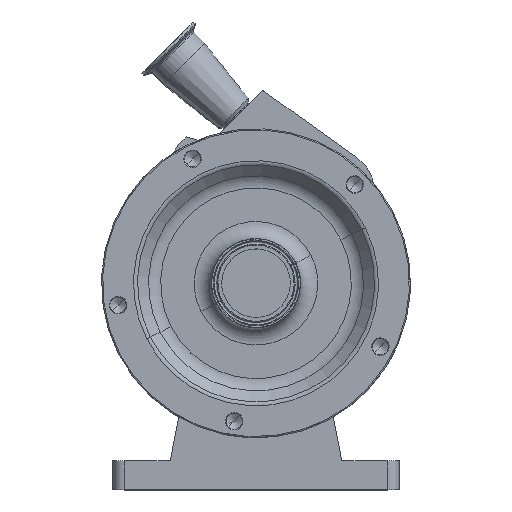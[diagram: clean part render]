
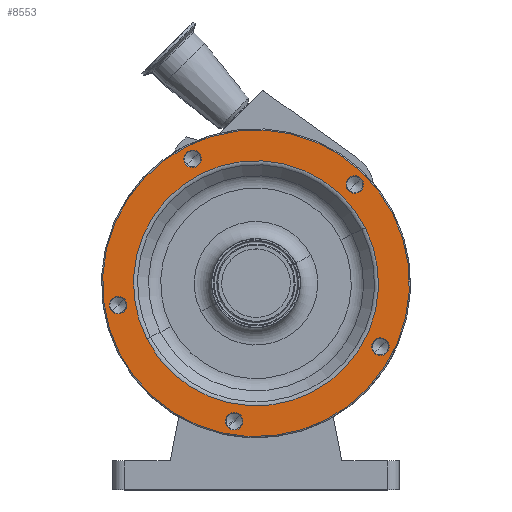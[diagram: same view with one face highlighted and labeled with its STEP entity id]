
A CAD part, top view. The second image highlights one B-rep face of the part: STEP entity #8553.
In plain terms, the highlighted planar face has unit normal (0, 0, 1).
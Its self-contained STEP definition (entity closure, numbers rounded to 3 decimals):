
#64 = CIRCLE ( 'NONE', #9400, 134. ) ;
#226 = DIRECTION ( 'NONE',  ( 0., 0., -1. ) ) ;
#228 = DIRECTION ( 'NONE',  ( 0., 0., -1. ) ) ;
#277 = VERTEX_POINT ( 'NONE', #8941 ) ;
#403 = EDGE_CURVE ( 'NONE', #6554, #6881, #3416, .T. ) ;
#493 = DIRECTION ( 'NONE',  ( 0., 0., -1. ) ) ;
#496 = AXIS2_PLACEMENT_3D ( 'NONE', #2498, #228, #3214 ) ;
#562 = ORIENTED_EDGE ( 'NONE', *, *, #9029, .T. ) ;
#622 = CARTESIAN_POINT ( 'NONE',  ( -48.576, 112.173, 209.5 ) ) ;
#743 = FACE_BOUND ( 'NONE', #2911, .T. ) ;
#829 = DIRECTION ( 'NONE',  ( 0., 0., -1. ) ) ;
#865 = DIRECTION ( 'NONE',  ( 0., 0., -1. ) ) ;
#895 = VERTEX_POINT ( 'NONE', #7597 ) ;
#951 = CARTESIAN_POINT ( 'NONE',  ( 79.456, 82.797, 209.5 ) ) ;
#1056 = EDGE_LOOP ( 'NONE', ( #2513, #3781 ) ) ;
#1177 = EDGE_LOOP ( 'NONE', ( #3685, #8475 ) ) ;
#1188 = CARTESIAN_POINT ( 'NONE',  ( 115.513, -51.917, 209.5 ) ) ;
#1200 = CIRCLE ( 'NONE', #7988, 134. ) ;
#1425 = ORIENTED_EDGE ( 'NONE', *, *, #8722, .T. ) ;
#1484 = CARTESIAN_POINT ( 'NONE',  ( -119.395, -60.835, 209.5 ) ) ;
#1515 = AXIS2_PLACEMENT_3D ( 'NONE', #4228, #2004, #7317 ) ;
#1597 = EDGE_LOOP ( 'NONE', ( #4187, #9170 ) ) ;
#1607 = CARTESIAN_POINT ( 'NONE',  ( 101.892, -58.857, 209.5 ) ) ;
#1616 = DIRECTION ( 'NONE',  ( -0.891, -0.454, 0. ) ) ;
#1634 = CARTESIAN_POINT ( 'NONE',  ( 0., 0., 209.5 ) ) ;
#1646 = AXIS2_PLACEMENT_3D ( 'NONE', #8753, #8904, #9612 ) ;
#2004 = DIRECTION ( 'NONE',  ( 0., 0., -1. ) ) ;
#2005 = DIRECTION ( 'NONE',  ( -0.891, -0.454, 0. ) ) ;
#2103 = FACE_BOUND ( 'NONE', #1177, .T. ) ;
#2136 = CIRCLE ( 'NONE', #3131, 7.644 ) ;
#2162 = DIRECTION ( 'NONE',  ( 0., 0., -1. ) ) ;
#2246 = ORIENTED_EDGE ( 'NONE', *, *, #9618, .F. ) ;
#2309 = PLANE ( 'NONE',  #4589 ) ;
#2393 = DIRECTION ( 'NONE',  ( 0., 0., -1. ) ) ;
#2395 = CARTESIAN_POINT ( 'NONE',  ( 0., 0., 209.5 ) ) ;
#2498 = CARTESIAN_POINT ( 'NONE',  ( -19.085, -120.498, 209.5 ) ) ;
#2513 = ORIENTED_EDGE ( 'NONE', *, *, #3646, .T. ) ;
#2550 = CARTESIAN_POINT ( 'NONE',  ( -113.687, -15.615, 209.5 ) ) ;
#2703 = VERTEX_POINT ( 'NONE', #5131 ) ;
#2856 = EDGE_LOOP ( 'NONE', ( #2246, #5903 ) ) ;
#2878 = FACE_BOUND ( 'NONE', #1597, .T. ) ;
#2911 = EDGE_LOOP ( 'NONE', ( #5435, #1425 ) ) ;
#2982 = CIRCLE ( 'NONE', #3787, 7.644 ) ;
#3131 = AXIS2_PLACEMENT_3D ( 'NONE', #7892, #226, #4949 ) ;
#3201 = CARTESIAN_POINT ( 'NONE',  ( 108.703, -55.387, 209.5 ) ) ;
#3214 = DIRECTION ( 'NONE',  ( -0.891, -0.454, 0. ) ) ;
#3317 = AXIS2_PLACEMENT_3D ( 'NONE', #5724, #493, #2005 ) ;
#3324 = VERTEX_POINT ( 'NONE', #5476 ) ;
#3369 = DIRECTION ( 'NONE',  ( 0., 0., -1. ) ) ;
#3416 = CIRCLE ( 'NONE', #5502, 7.644 ) ;
#3590 = CIRCLE ( 'NONE', #1646, 7.644 ) ;
#3646 = EDGE_CURVE ( 'NONE', #277, #2703, #6946, .T. ) ;
#3685 = ORIENTED_EDGE ( 'NONE', *, *, #9164, .T. ) ;
#3781 = ORIENTED_EDGE ( 'NONE', *, *, #3821, .T. ) ;
#3787 = AXIS2_PLACEMENT_3D ( 'NONE', #3201, #3958, #1616 ) ;
#3793 = VERTEX_POINT ( 'NONE', #5654 ) ;
#3821 = EDGE_CURVE ( 'NONE', #2703, #277, #9683, .T. ) ;
#3958 = DIRECTION ( 'NONE',  ( 0., 0., -1. ) ) ;
#4158 = DIRECTION ( 'NONE',  ( 0., 0., -1. ) ) ;
#4187 = ORIENTED_EDGE ( 'NONE', *, *, #403, .T. ) ;
#4228 = CARTESIAN_POINT ( 'NONE',  ( 86.267, 86.267, 209.5 ) ) ;
#4253 = CIRCLE ( 'NONE', #7806, 7.644 ) ;
#4437 = CIRCLE ( 'NONE', #3317, 7.644 ) ;
#4440 = FACE_BOUND ( 'NONE', #1056, .T. ) ;
#4473 = CARTESIAN_POINT ( 'NONE',  ( -120.498, -19.085, 209.5 ) ) ;
#4527 = ORIENTED_EDGE ( 'NONE', *, *, #7573, .T. ) ;
#4589 = AXIS2_PLACEMENT_3D ( 'NONE', #9939, #2162, #6800 ) ;
#4610 = ORIENTED_EDGE ( 'NONE', *, *, #4952, .T. ) ;
#4670 = DIRECTION ( 'NONE',  ( -0.891, -0.454, 0. ) ) ;
#4736 = AXIS2_PLACEMENT_3D ( 'NONE', #5429, #4158, #9333 ) ;
#4772 = DIRECTION ( 'NONE',  ( -0.891, -0.454, 0. ) ) ;
#4819 = VERTEX_POINT ( 'NONE', #9275 ) ;
#4917 = CIRCLE ( 'NONE', #6050, 7.644 ) ;
#4949 = DIRECTION ( 'NONE',  ( -0.891, -0.454, 0. ) ) ;
#4952 = EDGE_CURVE ( 'NONE', #9759, #6862, #3590, .T. ) ;
#5131 = CARTESIAN_POINT ( 'NONE',  ( -25.896, -123.968, 209.5 ) ) ;
#5429 = CARTESIAN_POINT ( 'NONE',  ( 0., 0., 209.5 ) ) ;
#5435 = ORIENTED_EDGE ( 'NONE', *, *, #8016, .T. ) ;
#5476 = CARTESIAN_POINT ( 'NONE',  ( -95.401, -48.609, 209.5 ) ) ;
#5502 = AXIS2_PLACEMENT_3D ( 'NONE', #5942, #829, #4772 ) ;
#5550 = CARTESIAN_POINT ( 'NONE',  ( 0., 0., 209.5 ) ) ;
#5654 = CARTESIAN_POINT ( 'NONE',  ( 93.078, 89.737, 209.5 ) ) ;
#5724 = CARTESIAN_POINT ( 'NONE',  ( -55.387, 108.703, 209.5 ) ) ;
#5892 = EDGE_LOOP ( 'NONE', ( #562, #4610 ) ) ;
#5903 = ORIENTED_EDGE ( 'NONE', *, *, #6565, .F. ) ;
#5942 = CARTESIAN_POINT ( 'NONE',  ( -120.498, -19.085, 209.5 ) ) ;
#5996 = CARTESIAN_POINT ( 'NONE',  ( 86.267, 86.267, 209.5 ) ) ;
#6013 = CIRCLE ( 'NONE', #9582, 107.071 ) ;
#6050 = AXIS2_PLACEMENT_3D ( 'NONE', #5996, #7621, #9097 ) ;
#6184 = VERTEX_POINT ( 'NONE', #1607 ) ;
#6308 = DIRECTION ( 'NONE',  ( -0.891, -0.454, 0. ) ) ;
#6554 = VERTEX_POINT ( 'NONE', #2550 ) ;
#6565 = EDGE_CURVE ( 'NONE', #895, #9668, #64, .T. ) ;
#6611 = AXIS2_PLACEMENT_3D ( 'NONE', #9504, #8803, #8034 ) ;
#6800 = DIRECTION ( 'NONE',  ( -0.891, -0.454, 0. ) ) ;
#6862 = VERTEX_POINT ( 'NONE', #622 ) ;
#6881 = VERTEX_POINT ( 'NONE', #9818 ) ;
#6946 = CIRCLE ( 'NONE', #496, 7.644 ) ;
#7088 = EDGE_CURVE ( 'NONE', #6881, #6554, #4253, .T. ) ;
#7249 = EDGE_LOOP ( 'NONE', ( #8689, #4527 ) ) ;
#7317 = DIRECTION ( 'NONE',  ( -0.891, -0.454, 0. ) ) ;
#7522 = FACE_OUTER_BOUND ( 'NONE', #2856, .T. ) ;
#7558 = DIRECTION ( 'NONE',  ( -0.891, -0.454, 0. ) ) ;
#7573 = EDGE_CURVE ( 'NONE', #6184, #8511, #2136, .T. ) ;
#7597 = CARTESIAN_POINT ( 'NONE',  ( 119.395, 60.835, 209.5 ) ) ;
#7621 = DIRECTION ( 'NONE',  ( 0., 0., -1. ) ) ;
#7806 = AXIS2_PLACEMENT_3D ( 'NONE', #4473, #9780, #7558 ) ;
#7892 = CARTESIAN_POINT ( 'NONE',  ( 108.703, -55.387, 209.5 ) ) ;
#7988 = AXIS2_PLACEMENT_3D ( 'NONE', #1634, #2393, #9365 ) ;
#8016 = EDGE_CURVE ( 'NONE', #3324, #4819, #6013, .T. ) ;
#8031 = EDGE_CURVE ( 'NONE', #8511, #6184, #2982, .T. ) ;
#8034 = DIRECTION ( 'NONE',  ( -0.891, -0.454, 0. ) ) ;
#8063 = VERTEX_POINT ( 'NONE', #951 ) ;
#8374 = FACE_BOUND ( 'NONE', #5892, .T. ) ;
#8475 = ORIENTED_EDGE ( 'NONE', *, *, #8529, .T. ) ;
#8511 = VERTEX_POINT ( 'NONE', #1188 ) ;
#8529 = EDGE_CURVE ( 'NONE', #8063, #3793, #9586, .T. ) ;
#8553 = ADVANCED_FACE ( 'NONE', ( #2103, #9837, #4440, #2878, #8374, #7522, #743 ), #2309, .F. ) ;
#8689 = ORIENTED_EDGE ( 'NONE', *, *, #8031, .T. ) ;
#8722 = EDGE_CURVE ( 'NONE', #4819, #3324, #9114, .T. ) ;
#8753 = CARTESIAN_POINT ( 'NONE',  ( -55.387, 108.703, 209.5 ) ) ;
#8803 = DIRECTION ( 'NONE',  ( 0., 0., -1. ) ) ;
#8904 = DIRECTION ( 'NONE',  ( 0., 0., -1. ) ) ;
#8941 = CARTESIAN_POINT ( 'NONE',  ( -12.274, -117.028, 209.5 ) ) ;
#9029 = EDGE_CURVE ( 'NONE', #6862, #9759, #4437, .T. ) ;
#9097 = DIRECTION ( 'NONE',  ( -0.891, -0.454, 0. ) ) ;
#9114 = CIRCLE ( 'NONE', #4736, 107.071 ) ;
#9164 = EDGE_CURVE ( 'NONE', #3793, #8063, #4917, .T. ) ;
#9170 = ORIENTED_EDGE ( 'NONE', *, *, #7088, .T. ) ;
#9275 = CARTESIAN_POINT ( 'NONE',  ( 95.401, 48.609, 209.5 ) ) ;
#9333 = DIRECTION ( 'NONE',  ( -0.891, -0.454, 0. ) ) ;
#9365 = DIRECTION ( 'NONE',  ( -0.891, -0.454, 0. ) ) ;
#9400 = AXIS2_PLACEMENT_3D ( 'NONE', #2395, #3369, #4670 ) ;
#9504 = CARTESIAN_POINT ( 'NONE',  ( -19.085, -120.498, 209.5 ) ) ;
#9582 = AXIS2_PLACEMENT_3D ( 'NONE', #5550, #865, #6308 ) ;
#9586 = CIRCLE ( 'NONE', #1515, 7.644 ) ;
#9612 = DIRECTION ( 'NONE',  ( -0.891, -0.454, 0. ) ) ;
#9614 = CARTESIAN_POINT ( 'NONE',  ( -62.197, 105.233, 209.5 ) ) ;
#9618 = EDGE_CURVE ( 'NONE', #9668, #895, #1200, .T. ) ;
#9668 = VERTEX_POINT ( 'NONE', #1484 ) ;
#9683 = CIRCLE ( 'NONE', #6611, 7.644 ) ;
#9759 = VERTEX_POINT ( 'NONE', #9614 ) ;
#9780 = DIRECTION ( 'NONE',  ( 0., 0., -1. ) ) ;
#9818 = CARTESIAN_POINT ( 'NONE',  ( -127.309, -22.555, 209.5 ) ) ;
#9837 = FACE_BOUND ( 'NONE', #7249, .T. ) ;
#9939 = CARTESIAN_POINT ( 'NONE',  ( -60.835, 119.395, 209.5 ) ) ;
